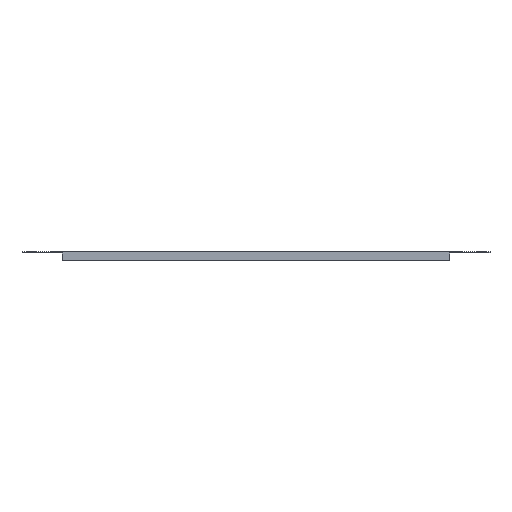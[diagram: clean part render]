
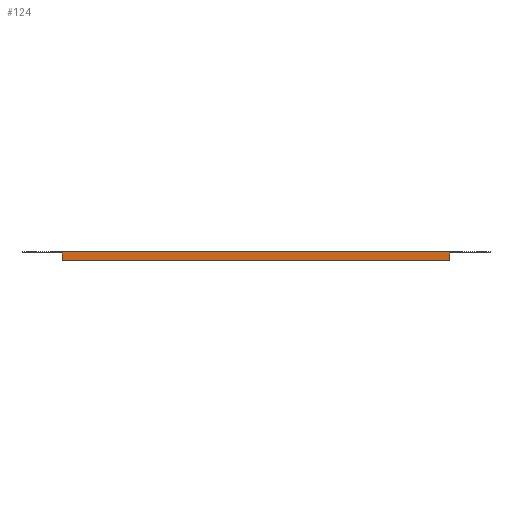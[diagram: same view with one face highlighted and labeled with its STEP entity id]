
A CAD part, front view. The second image highlights one B-rep face of the part: STEP entity #124.
In plain terms, the highlighted planar face has unit normal (0, -1, 0).
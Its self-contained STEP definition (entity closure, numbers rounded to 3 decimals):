
#6 = EDGE_CURVE ( 'NONE', #810, #1092, #630, .T. ) ;
#65 = FACE_OUTER_BOUND ( 'NONE', #494, .T. ) ;
#68 = DIRECTION ( 'NONE',  ( -1., 0., 0. ) ) ;
#74 = EDGE_CURVE ( 'NONE', #810, #680, #227, .T. ) ;
#78 = VECTOR ( 'NONE', #885, 1000. ) ;
#81 = DIRECTION ( 'NONE',  ( 0., 0., 1. ) ) ;
#106 = CARTESIAN_POINT ( 'NONE',  ( 145., -74.5, -5.5 ) ) ;
#117 = EDGE_CURVE ( 'NONE', #1092, #611, #347, .T. ) ;
#124 = ADVANCED_FACE ( 'NONE', ( #65 ), #459, .F. ) ;
#139 = ORIENTED_EDGE ( 'NONE', *, *, #777, .T. ) ;
#143 = ORIENTED_EDGE ( 'NONE', *, *, #521, .F. ) ;
#153 = CARTESIAN_POINT ( 'NONE',  ( 145., -74.5, -5.5 ) ) ;
#160 = LINE ( 'NONE', #106, #308 ) ;
#168 = LINE ( 'NONE', #153, #170 ) ;
#170 = VECTOR ( 'NONE', #81, 1000. ) ;
#184 = CARTESIAN_POINT ( 'NONE',  ( 175., -74.5, 0. ) ) ;
#188 = VERTEX_POINT ( 'NONE', #575 ) ;
#205 = ORIENTED_EDGE ( 'NONE', *, *, #1045, .T. ) ;
#227 = LINE ( 'NONE', #1088, #485 ) ;
#231 = VECTOR ( 'NONE', #791, 1000. ) ;
#245 = DIRECTION ( 'NONE',  ( 0., 0., -1. ) ) ;
#276 = LINE ( 'NONE', #808, #231 ) ;
#282 = EDGE_CURVE ( 'NONE', #674, #611, #290, .T. ) ;
#286 = VERTEX_POINT ( 'NONE', #184 ) ;
#290 = LINE ( 'NONE', #765, #1026 ) ;
#293 = EDGE_CURVE ( 'NONE', #188, #674, #160, .T. ) ;
#308 = VECTOR ( 'NONE', #68, 1000. ) ;
#320 = ORIENTED_EDGE ( 'NONE', *, *, #6, .T. ) ;
#326 = ORIENTED_EDGE ( 'NONE', *, *, #117, .T. ) ;
#331 = CARTESIAN_POINT ( 'NONE',  ( -175., -74.5, 1. ) ) ;
#347 = LINE ( 'NONE', #984, #78 ) ;
#368 = ORIENTED_EDGE ( 'NONE', *, *, #74, .F. ) ;
#376 = CARTESIAN_POINT ( 'NONE',  ( -145., -74.5, -5.5 ) ) ;
#415 = VECTOR ( 'NONE', #245, 1000. ) ;
#418 = CARTESIAN_POINT ( 'NONE',  ( -145., -74.5, 0. ) ) ;
#451 = CARTESIAN_POINT ( 'NONE',  ( 175., -74.5, 1. ) ) ;
#459 = PLANE ( 'NONE',  #665 ) ;
#462 = DIRECTION ( 'NONE',  ( -1., 0., 0. ) ) ;
#477 = ORIENTED_EDGE ( 'NONE', *, *, #282, .F. ) ;
#485 = VECTOR ( 'NONE', #562, 1000. ) ;
#494 = EDGE_LOOP ( 'NONE', ( #326, #477, #655, #139, #205, #143, #368, #320 ) ) ;
#521 = EDGE_CURVE ( 'NONE', #680, #286, #817, .T. ) ;
#533 = CARTESIAN_POINT ( 'NONE',  ( 145., -74.5, 0. ) ) ;
#547 = VERTEX_POINT ( 'NONE', #533 ) ;
#557 = DIRECTION ( 'NONE',  ( 0., 0., 1. ) ) ;
#562 = DIRECTION ( 'NONE',  ( 1., 0., 0. ) ) ;
#575 = CARTESIAN_POINT ( 'NONE',  ( 145., -74.5, -5.5 ) ) ;
#611 = VERTEX_POINT ( 'NONE', #418 ) ;
#619 = CARTESIAN_POINT ( 'NONE',  ( 175., -74.5, 1. ) ) ;
#630 = LINE ( 'NONE', #331, #415 ) ;
#655 = ORIENTED_EDGE ( 'NONE', *, *, #293, .F. ) ;
#659 = DIRECTION ( 'NONE',  ( 0., 0., -1. ) ) ;
#665 = AXIS2_PLACEMENT_3D ( 'NONE', #891, #671, #462 ) ;
#671 = DIRECTION ( 'NONE',  ( 0., 1., 0. ) ) ;
#674 = VERTEX_POINT ( 'NONE', #376 ) ;
#680 = VERTEX_POINT ( 'NONE', #451 ) ;
#753 = VECTOR ( 'NONE', #659, 1000. ) ;
#758 = CARTESIAN_POINT ( 'NONE',  ( -175., -74.5, 0. ) ) ;
#765 = CARTESIAN_POINT ( 'NONE',  ( -145., -74.5, -5.5 ) ) ;
#777 = EDGE_CURVE ( 'NONE', #188, #547, #168, .T. ) ;
#791 = DIRECTION ( 'NONE',  ( 1., 0., 0. ) ) ;
#808 = CARTESIAN_POINT ( 'NONE',  ( -175., -74.5, 0. ) ) ;
#810 = VERTEX_POINT ( 'NONE', #1148 ) ;
#817 = LINE ( 'NONE', #619, #753 ) ;
#885 = DIRECTION ( 'NONE',  ( 1., 0., 0. ) ) ;
#891 = CARTESIAN_POINT ( 'NONE',  ( -175., -74.5, 1. ) ) ;
#984 = CARTESIAN_POINT ( 'NONE',  ( -175., -74.5, 0. ) ) ;
#1026 = VECTOR ( 'NONE', #557, 1000. ) ;
#1045 = EDGE_CURVE ( 'NONE', #547, #286, #276, .T. ) ;
#1088 = CARTESIAN_POINT ( 'NONE',  ( -175., -74.5, 1. ) ) ;
#1092 = VERTEX_POINT ( 'NONE', #758 ) ;
#1148 = CARTESIAN_POINT ( 'NONE',  ( -175., -74.5, 1. ) ) ;
